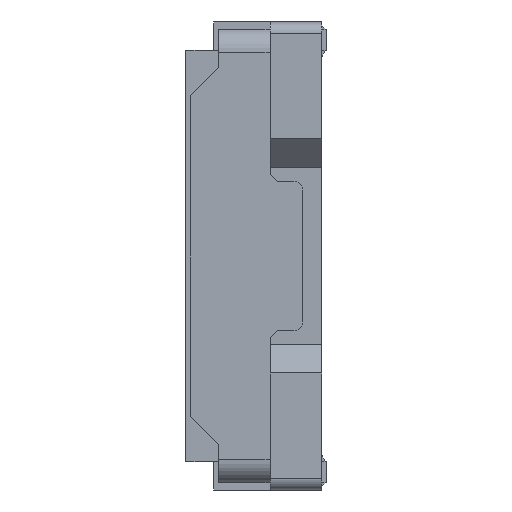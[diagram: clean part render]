
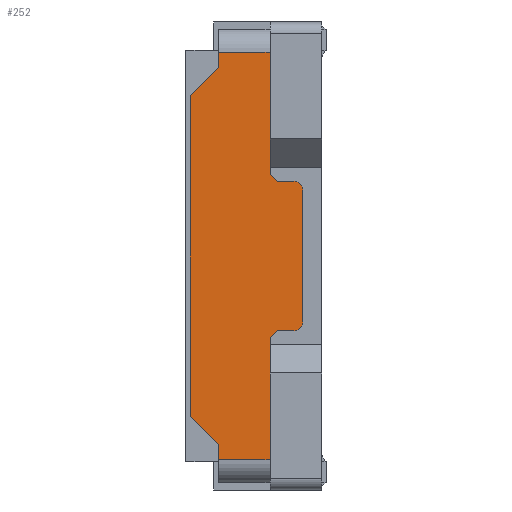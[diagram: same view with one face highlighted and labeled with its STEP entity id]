
A CAD part, left-side view. The second image highlights one B-rep face of the part: STEP entity #252.
In plain terms, the highlighted planar face has unit normal (-1, 0, 0).
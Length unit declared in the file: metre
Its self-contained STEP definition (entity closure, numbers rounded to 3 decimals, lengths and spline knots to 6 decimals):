
#252 = ADVANCED_FACE( '', ( #953 ), #954, .T. );
#953 = FACE_OUTER_BOUND( '', #1880, .T. );
#954 = PLANE( '', #1881 );
#1880 = EDGE_LOOP( '', ( #4127, #4128, #4129, #4130, #4131, #4132, #4133, #4134, #4135, #4136, #4137, #4138, #4139, #4140, #4141, #4142, #4143, #4144 ) );
#1881 = AXIS2_PLACEMENT_3D( '', #4145, #4146, #4147 );
#4127 = ORIENTED_EDGE( '', *, *, #6542, .T. );
#4128 = ORIENTED_EDGE( '', *, *, #6457, .F. );
#4129 = ORIENTED_EDGE( '', *, *, #6674, .F. );
#4130 = ORIENTED_EDGE( '', *, *, #6628, .F. );
#4131 = ORIENTED_EDGE( '', *, *, #6605, .T. );
#4132 = ORIENTED_EDGE( '', *, *, #6439, .F. );
#4133 = ORIENTED_EDGE( '', *, *, #6675, .F. );
#4134 = ORIENTED_EDGE( '', *, *, #6311, .F. );
#4135 = ORIENTED_EDGE( '', *, *, #6676, .F. );
#4136 = ORIENTED_EDGE( '', *, *, #6202, .F. );
#4137 = ORIENTED_EDGE( '', *, *, #6544, .F. );
#4138 = ORIENTED_EDGE( '', *, *, #6332, .F. );
#4139 = ORIENTED_EDGE( '', *, *, #6677, .F. );
#4140 = ORIENTED_EDGE( '', *, *, #6678, .F. );
#4141 = ORIENTED_EDGE( '', *, *, #6158, .F. );
#4142 = ORIENTED_EDGE( '', *, *, #6227, .F. );
#4143 = ORIENTED_EDGE( '', *, *, #6679, .F. );
#4144 = ORIENTED_EDGE( '', *, *, #6624, .F. );
#4145 = CARTESIAN_POINT( '', ( -0.002795, 0.00044, 0.00088 ) );
#4146 = DIRECTION( '', ( -1., 0., 0. ) );
#4147 = DIRECTION( '', ( 0., 0., 1. ) );
#6158 = EDGE_CURVE( '', #7562, #7563, #7564, .T. );
#6202 = EDGE_CURVE( '', #7644, #7645, #7646, .T. );
#6227 = EDGE_CURVE( '', #7687, #7562, #7689, .T. );
#6311 = EDGE_CURVE( '', #7835, #7836, #7837, .T. );
#6332 = EDGE_CURVE( '', #7870, #7871, #7872, .T. );
#6439 = EDGE_CURVE( '', #8058, #8060, #8061, .T. );
#6457 = EDGE_CURVE( '', #8087, #8088, #8089, .T. );
#6542 = EDGE_CURVE( '', #8219, #8088, #8220, .T. );
#6544 = EDGE_CURVE( '', #7871, #7644, #8222, .T. );
#6605 = EDGE_CURVE( '', #8322, #8060, #8323, .T. );
#6624 = EDGE_CURVE( '', #8219, #8349, #8350, .T. );
#6628 = EDGE_CURVE( '', #8322, #8354, #8355, .T. );
#6674 = EDGE_CURVE( '', #8354, #8087, #8421, .T. );
#6675 = EDGE_CURVE( '', #7836, #8058, #8422, .T. );
#6676 = EDGE_CURVE( '', #7645, #7835, #8423, .T. );
#6677 = EDGE_CURVE( '', #8424, #7870, #8425, .T. );
#6678 = EDGE_CURVE( '', #7563, #8424, #8426, .T. );
#6679 = EDGE_CURVE( '', #8349, #7687, #8427, .T. );
#7562 = VERTEX_POINT( '', #9684 );
#7563 = VERTEX_POINT( '', #9685 );
#7564 = LINE( '', #9686, #9687 );
#7644 = VERTEX_POINT( '', #9803 );
#7645 = VERTEX_POINT( '', #9804 );
#7646 = LINE( '', #9805, #9806 );
#7687 = VERTEX_POINT( '', #9868 );
#7689 = LINE( '', #9871, #9872 );
#7835 = VERTEX_POINT( '', #10089 );
#7836 = VERTEX_POINT( '', #10090 );
#7837 = LINE( '', #10091, #10092 );
#7870 = VERTEX_POINT( '', #10141 );
#7871 = VERTEX_POINT( '', #10142 );
#7872 = LINE( '', #10143, #10144 );
#8058 = VERTEX_POINT( '', #10424 );
#8060 = VERTEX_POINT( '', #10426 );
#8061 = LINE( '', #10427, #10428 );
#8087 = VERTEX_POINT( '', #10465 );
#8088 = VERTEX_POINT( '', #10466 );
#8089 = LINE( '', #10467, #10468 );
#8219 = VERTEX_POINT( '', #10668 );
#8220 = LINE( '', #10669, #10670 );
#8222 = CIRCLE( '', #10672, 0.00004 );
#8322 = VERTEX_POINT( '', #10828 );
#8323 = LINE( '', #10829, #10830 );
#8349 = VERTEX_POINT( '', #10868 );
#8350 = LINE( '', #10869, #10870 );
#8354 = VERTEX_POINT( '', #10874 );
#8355 = LINE( '', #10875, #10876 );
#8421 = LINE( '', #10981, #10982 );
#8422 = LINE( '', #10983, #10984 );
#8423 = LINE( '', #10985, #10986 );
#8424 = VERTEX_POINT( '', #10987 );
#8425 = CIRCLE( '', #10988, 0.00004 );
#8426 = LINE( '', #10989, #10990 );
#8427 = LINE( '', #10991, #10992 );
#9684 = CARTESIAN_POINT( '', ( -0.002795, 0.00022, 0.00035 ) );
#9685 = CARTESIAN_POINT( '', ( -0.002795, 0.00019, 0.00032 ) );
#9686 = CARTESIAN_POINT( '', ( -0.002795, 0.00022, 0.00035 ) );
#9687 = VECTOR( '', #11852, 1. );
#9803 = CARTESIAN_POINT( '', ( -0.002795, 0.00012, -0.00032 ) );
#9804 = CARTESIAN_POINT( '', ( -0.002795, 0.00019, -0.00032 ) );
#9805 = CARTESIAN_POINT( '', ( -0.002795, 0.00012, -0.00032 ) );
#9806 = VECTOR( '', #11910, 1. );
#9868 = CARTESIAN_POINT( '', ( -0.002795, 0.00022, 0.00047 ) );
#9871 = CARTESIAN_POINT( '', ( -0.002795, 0.00022, 0.00047 ) );
#9872 = VECTOR( '', #11939, 1. );
#10089 = CARTESIAN_POINT( '', ( -0.002795, 0.00022, -0.00035 ) );
#10090 = CARTESIAN_POINT( '', ( -0.002795, 0.00022, -0.00047 ) );
#10091 = CARTESIAN_POINT( '', ( -0.002795, 0.00022, -0.00035 ) );
#10092 = VECTOR( '', #12047, 1. );
#10141 = CARTESIAN_POINT( '', ( -0.002795, 0.00008, 0.00028 ) );
#10142 = CARTESIAN_POINT( '', ( -0.002795, 0.00008, -0.00028 ) );
#10143 = CARTESIAN_POINT( '', ( -0.002795, 0.00008, 0.00028 ) );
#10144 = VECTOR( '', #12076, 1. );
#10424 = CARTESIAN_POINT( '', ( -0.002795, 0.00022, -0.00087 ) );
#10426 = CARTESIAN_POINT( '', ( -0.002795, 0.00044, -0.00087 ) );
#10427 = CARTESIAN_POINT( '', ( -0.002795, 0.00022, -0.00087 ) );
#10428 = VECTOR( '', #12207, 1. );
#10465 = CARTESIAN_POINT( '', ( -0.002795, 0.00056, 0.000685 ) );
#10466 = CARTESIAN_POINT( '', ( -0.002795, 0.00044, 0.000805 ) );
#10467 = CARTESIAN_POINT( '', ( -0.002795, 0.00056, 0.000685 ) );
#10468 = VECTOR( '', #12237, 1. );
#10668 = CARTESIAN_POINT( '', ( -0.002795, 0.00044, 0.00087 ) );
#10669 = CARTESIAN_POINT( '', ( -0.002795, 0.00044, 0.00087 ) );
#10670 = VECTOR( '', #12350, 1. );
#10672 = AXIS2_PLACEMENT_3D( '', #12354, #12355, #12356 );
#10828 = CARTESIAN_POINT( '', ( -0.002795, 0.00044, -0.000805 ) );
#10829 = CARTESIAN_POINT( '', ( -0.002795, 0.00044, -0.000805 ) );
#10830 = VECTOR( '', #12425, 1. );
#10868 = CARTESIAN_POINT( '', ( -0.002795, 0.00022, 0.00087 ) );
#10869 = CARTESIAN_POINT( '', ( -0.002795, 0.00044, 0.00087 ) );
#10870 = VECTOR( '', #12456, 1. );
#10874 = CARTESIAN_POINT( '', ( -0.002795, 0.00056, -0.000685 ) );
#10875 = CARTESIAN_POINT( '', ( -0.002795, 0.00044, -0.000805 ) );
#10876 = VECTOR( '', #12466, 1. );
#10981 = CARTESIAN_POINT( '', ( -0.002795, 0.00056, -0.000685 ) );
#10982 = VECTOR( '', #12523, 1. );
#10983 = CARTESIAN_POINT( '', ( -0.002795, 0.00022, -0.00047 ) );
#10984 = VECTOR( '', #12524, 1. );
#10985 = CARTESIAN_POINT( '', ( -0.002795, 0.00019, -0.00032 ) );
#10986 = VECTOR( '', #12525, 1. );
#10987 = CARTESIAN_POINT( '', ( -0.002795, 0.00012, 0.00032 ) );
#10988 = AXIS2_PLACEMENT_3D( '', #12526, #12527, #12528 );
#10989 = CARTESIAN_POINT( '', ( -0.002795, 0.00019, 0.00032 ) );
#10990 = VECTOR( '', #12529, 1. );
#10991 = CARTESIAN_POINT( '', ( -0.002795, 0.00022, 0.00087 ) );
#10992 = VECTOR( '', #12530, 1. );
#11852 = DIRECTION( '', ( 0., -0.707, -0.707 ) );
#11910 = DIRECTION( '', ( 0., 1., 0. ) );
#11939 = DIRECTION( '', ( 0., 0., -1. ) );
#12047 = DIRECTION( '', ( 0., 0., -1. ) );
#12076 = DIRECTION( '', ( 0., 0., -1. ) );
#12207 = DIRECTION( '', ( 0., 1., 0. ) );
#12237 = DIRECTION( '', ( 0., -0.707, 0.707 ) );
#12350 = DIRECTION( '', ( 0., 0., -1. ) );
#12354 = CARTESIAN_POINT( '', ( -0.002795, 0.00012, -0.00028 ) );
#12355 = DIRECTION( '', ( 1., 0., 0. ) );
#12356 = DIRECTION( '', ( 0., -1., 0. ) );
#12425 = DIRECTION( '', ( 0., 0., -1. ) );
#12456 = DIRECTION( '', ( 0., -1., 0. ) );
#12466 = DIRECTION( '', ( 0., 0.707, 0.707 ) );
#12523 = DIRECTION( '', ( 0., 0., 1. ) );
#12524 = DIRECTION( '', ( 0., 0., -1. ) );
#12525 = DIRECTION( '', ( 0., 0.707, -0.707 ) );
#12526 = CARTESIAN_POINT( '', ( -0.002795, 0.00012, 0.00028 ) );
#12527 = DIRECTION( '', ( 1., 0., 0. ) );
#12528 = DIRECTION( '', ( 0., 0., 1. ) );
#12529 = DIRECTION( '', ( 0., -1., 0. ) );
#12530 = DIRECTION( '', ( 0., 0., -1. ) );
